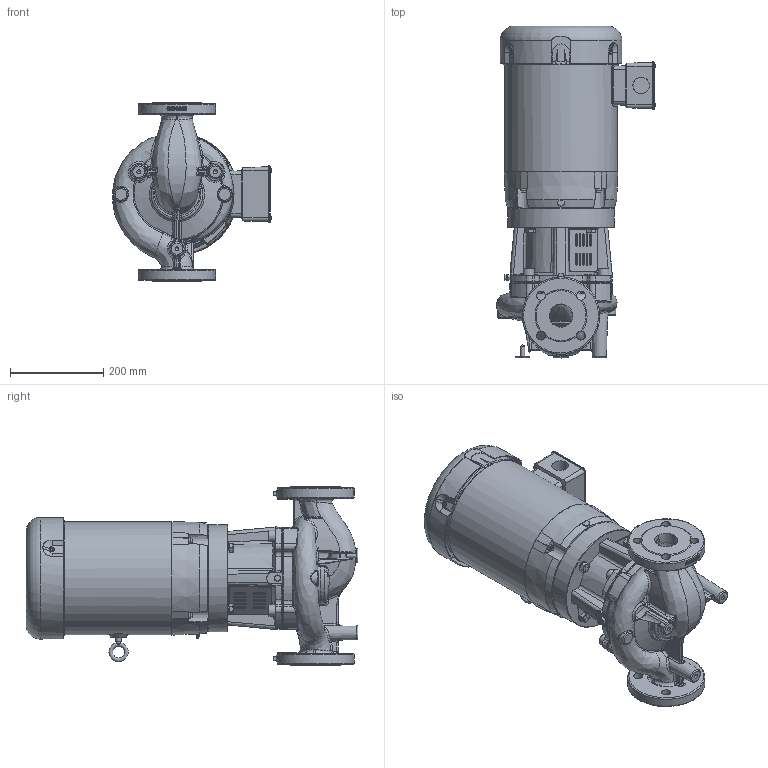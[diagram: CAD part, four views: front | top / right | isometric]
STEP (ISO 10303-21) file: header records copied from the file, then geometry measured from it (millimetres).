
FILE_DESCRIPTION(/* description */ (''),/* implementation_level */ '2;1');
FILE_NAME(/* name */ '2760838 - PUMP IL2-130_320-2-S1E 460V_3_60 TEFC_Shrinkwrap_1.stp',/* time_stamp */ '2022-03-22T15:50:38-05:00',/* author */ ('faliszekte'),/* organization */ (''),/* preprocessor_version */ 'ST-DEVELOPER v18.1',/* originating_system */ 'Autodesk Inventor 2021',/* authorisation */ '');
FILE_SCHEMA (('AUTOMOTIVE_DESIGN { 1 0 10303 214 3 1 1 }'));
Products named in the file (1): 2760838 - PUMP IL2-130_320-2-S1E 460V_3_60 TEFC_Shrinkwrap_1
Bounding box: 340.02 x 710.04 x 381 mm (x, y, z)
Surface area: 1225726 mm2 (no closed solid volume)
Topology: 0 solids, 33 shells, 2273 faces, 6836 edges, 4390 vertices
Faces by surface type: bspline 730, plane 707, cylinder 465, cone 240, sphere 78, torus 53
Full cylindrical faces by diameter (mm): 3.768 x1, 7.937 x4, 8 x2, 8.141 x10, 8.38 x3, 8.839 x4, 9 x1, 9.652 x1, 10.516 x3, 12.662 x1, 12.7 x64, 14 x2, 19.05 x8, 23.812 x4, 33 x1, 34.919 x1, 35.052 x1, 39.05 x1, 116 x1, 165.1 x2, 229 x1, 241.579 x1, 241.679 x1
Entity records: 156414 total; most frequent: CARTESIAN_POINT 99668, ORIENTED_EDGE 12042, DIRECTION 9762, EDGE_CURVE 6777, VERTEX_POINT 4390, AXIS2_PLACEMENT_3D 3696, EDGE_LOOP 2427, LINE 2370
